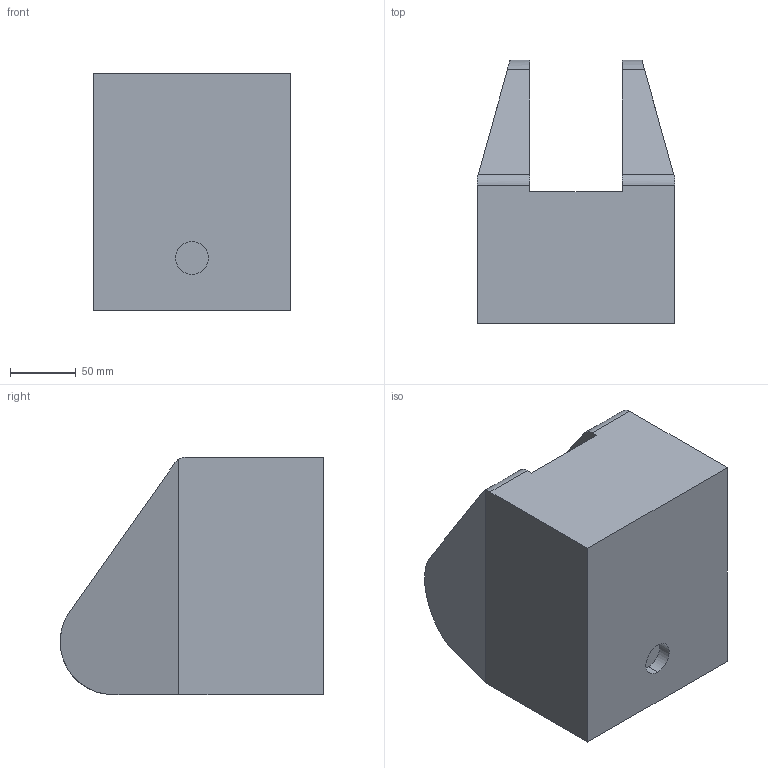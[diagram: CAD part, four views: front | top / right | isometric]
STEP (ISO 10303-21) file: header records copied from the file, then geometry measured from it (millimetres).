
FILE_DESCRIPTION (( 'STEP AP203' ), '1' );
FILE_NAME ('W01_Default_sldprt.STEP', '2020-10-16T01:57:11', ( '' ), ( '' ), 'SwSTEP 2.0', 'SolidWorks 2020', '' );
FILE_SCHEMA (( 'CONFIG_CONTROL_DESIGN' ));
Length unit declared in the file: millimetre
Products named in the file (1): W01_Default_sldprt
Bounding box: 150 x 199.99 x 180 mm (x, y, z)
Volume: 3448395 mm3; surface area: 171587.4 mm2
Topology: 1 solids, 1 shells, 25 faces, 60 edges, 40 vertices
Faces by surface type: plane 15, cylinder 10
Entity records: 809 total; most frequent: CARTESIAN_POINT 138, DIRECTION 126, ORIENTED_EDGE 120, EDGE_CURVE 60, AXIS2_PLACEMENT_3D 44, VERTEX_POINT 40, LINE 38, VECTOR 38
